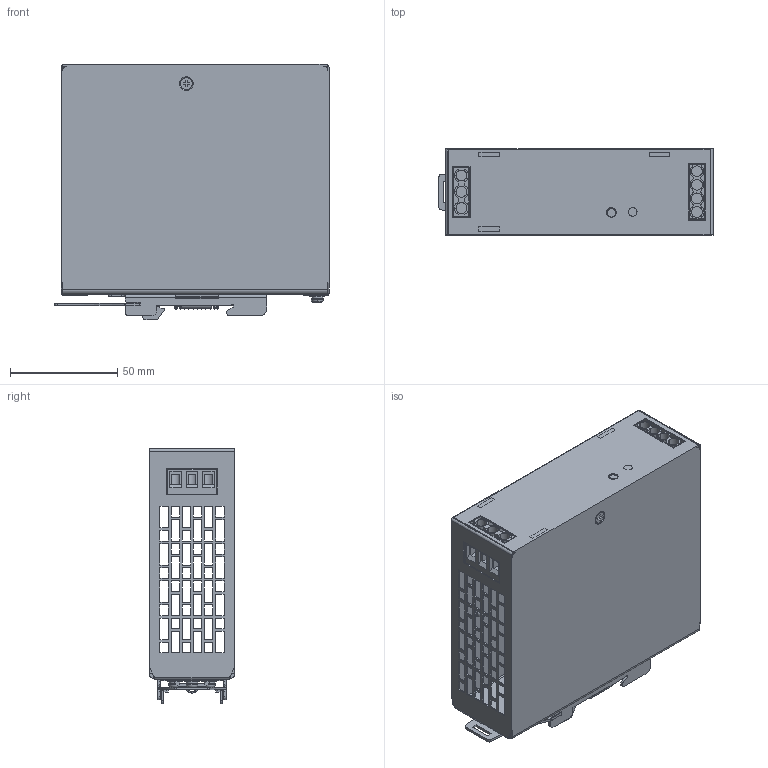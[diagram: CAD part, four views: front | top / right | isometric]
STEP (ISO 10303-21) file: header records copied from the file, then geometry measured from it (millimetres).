
FILE_DESCRIPTION((''),'2;1');
FILE_NAME('120W-ZP_SW0001','2022-02-23T15:46:22',('M00006898'),(''),'CREO PARAMETRIC BY PTC INC, 2017110','CREO PARAMETRIC BY PTC INC, 2017110','');
FILE_SCHEMA(('CONFIG_CONTROL_DESIGN'));
Length unit declared in the file: millimetre
Products named in the file (1): 120W-ZP_SW0001
Bounding box: 128 x 40 x 119.35 mm (x, y, z)
Volume: 73689.1 mm3; surface area: 105795.1 mm2
Topology: 2 solids, 2 shells, 1424 faces, 3896 edges, 2494 vertices
Faces by surface type: plane 1109, cylinder 232, bspline 33, cone 26, torus 24
Entity records: 52265 total; most frequent: CARTESIAN_POINT 15370, ORIENTED_EDGE 7792, DIRECTION 7247, EDGE_CURVE 3896, VECTOR 3157, LINE 3157, VERTEX_POINT 2494, AXIS2_PLACEMENT_3D 2045
